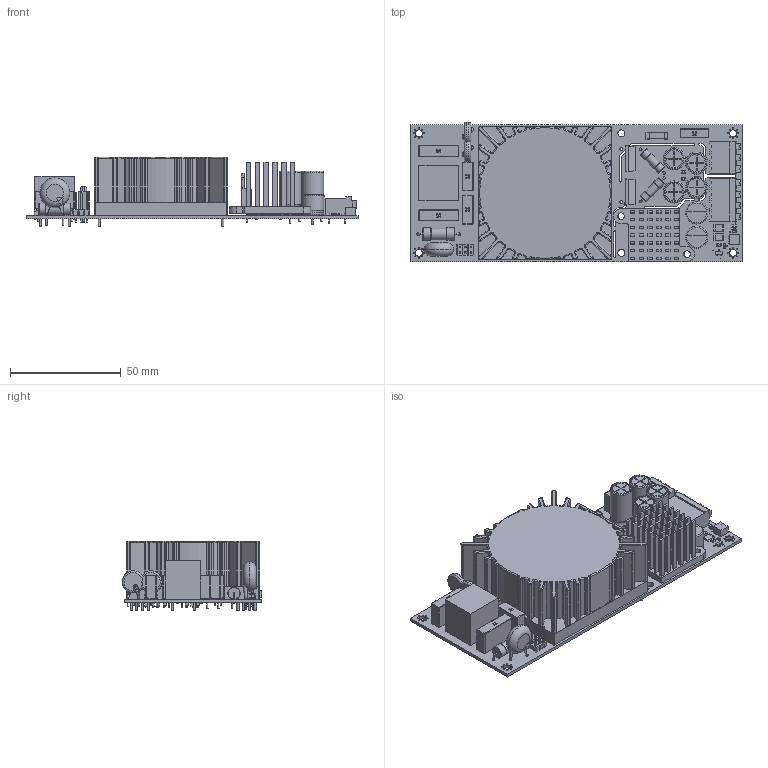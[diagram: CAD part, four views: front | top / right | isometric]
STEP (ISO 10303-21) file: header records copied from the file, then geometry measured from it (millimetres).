
FILE_DESCRIPTION(/* description */ (''),/* implementation_level */ '2;1');
FILE_NAME(/* name */ 'ULPS1515B_A1.step',/* time_stamp */ '2020-10-01T12:11:17+02:00',/* author */ (''),/* organization */ (''),/* preprocessor_version */ 'ST-DEVELOPER v18.1',/* originating_system */ 'Autodesk Translation Framework v9.3.0.1241',/* authorisation */ '');
FILE_SCHEMA (('AUTOMOTIVE_DESIGN { 1 0 10303 214 3 1 1 }'));
Products named in the file (85): ULPS1515B_A00; Board; Packages; 3MM_HOLE; CSM22128AE; 0603-CAP; 0603-CAP (1); 0603-CAP (2); 0603-RES; 0603-RES (1); 0603-RES (2); 0603-RES (3); FIDUCIAL_1MM; 0414/15; 700XX; 22671074; Body (4); Fillet001; Extrude003; Extrude004; Extrude005; Extrude006; Extrude007; Extrude008; Extrude009; Extrude010; V235/17; 0603-CAP (3); 0603-CAP (4); LSF-SMT5.08/03/90; LSF-SMT5.08/04/90; TO254P483X1010X2035-3P; TO254P483X1010X2035-3P (1); 960-23-23-F-AB-0; CPOL-RADIAL-5MM-10MM; CPOL-RADIAL-5MM-10MM (1); CPOL-RADIAL-5MM-10MM (3); CPOL-RADIAL-5MM-10MM (4); CPOL-RADIAL-5MM-10MM (5); CPOL-RADIAL-5MM-10MM (6) ...
Assembly tree (111 placements, depth 5):
  ULPS1515B_A00
    Board
    Packages
      3MM_HOLE  x4
      CSM22128AE
      0603-CAP
      0603-CAP (1)
      0603-CAP (2)
      0603-CAP (3)  x9
      0603-RES
      0603-RES (1)
      0603-RES (2)
      0603-RES (3)  x9
      FIDUCIAL_1MM  x3
      0414/15  x2
      700XX
        22671074
          Body (4)
          Fillet001
          Extrude003
          Extrude004
          Extrude005
          Extrude006
          Extrude007
          Extrude008
          Extrude009
          Extrude010
      V235/17
      0603-CAP (4)
      LSF-SMT5.08/03/90
      LSF-SMT5.08/04/90
      TO254P483X1010X2035-3P
      TO254P483X1010X2035-3P (1)
      960-23-23-F-AB-0
      CPOL-RADIAL-5MM-10MM
      CPOL-RADIAL-5MM-10MM (1)
      CPOL-RADIAL-5MM-10MM (3)
      CPOL-RADIAL-5MM-10MM (4)
      CPOL-RADIAL-5MM-10MM (5)
      CPOL-RADIAL-5MM-10MM (6)
      RTRIM3214J
      WE-CBF_1812(W=6.3)
        782965xxx
        Lötende  x2
      WE-CBF_1812(W=6.3) (1)
        782965xxx (1)
        Lötende (1)  x2
      SF3812TL050T2
      0805 (1)
      0603-CAP (5)
      SOT23-3
      0603-RES (4)
      0603-RES (5)
      CHIP-LED0603
      C10B5 (1)
      MOV
      PLA10AN9012R0D2B
        Body (5)
        Leads  x4
      C10B5
Bounding box: 150 x 63 x 31.3 mm (x, y, z)
Volume: 124192.5 mm3; surface area: 71839 mm2
Topology: 246 solids, 247 shells, 5457 faces, 13376 edges, 8381 vertices
Faces by surface type: plane 2804, cylinder 1391, bspline 807, torus 274, sphere 176, cone 5
Full cylindrical faces by diameter (mm): 0.3 x34, 0.375 x4, 0.5 x32, 0.6 x26, 0.75 x14, 0.8 x14, 0.813 x4, 0.889 x1, 0.9 x28, 0.914 x6, 1 x17, 1.016 x15, 1.118 x6, 1.194 x2, 1.27 x8, 1.4 x2, 1.45 x1, 1.524 x1, 1.626 x1, 3 x2, 3.2 x8, 3.54 x2, 3.8 x2, 4 x5, 4.699 x1, 5.32 x1, 5.6 x2, 7.2 x2, 9.65 x2, 9.8 x8
Entity records: 181989 total; most frequent: CARTESIAN_POINT 55652, ORIENTED_EDGE 25836, DIRECTION 24501, EDGE_CURVE 12918, AXIS2_PLACEMENT_3D 8254, VERTEX_POINT 8162, LINE 7993, VECTOR 7993
